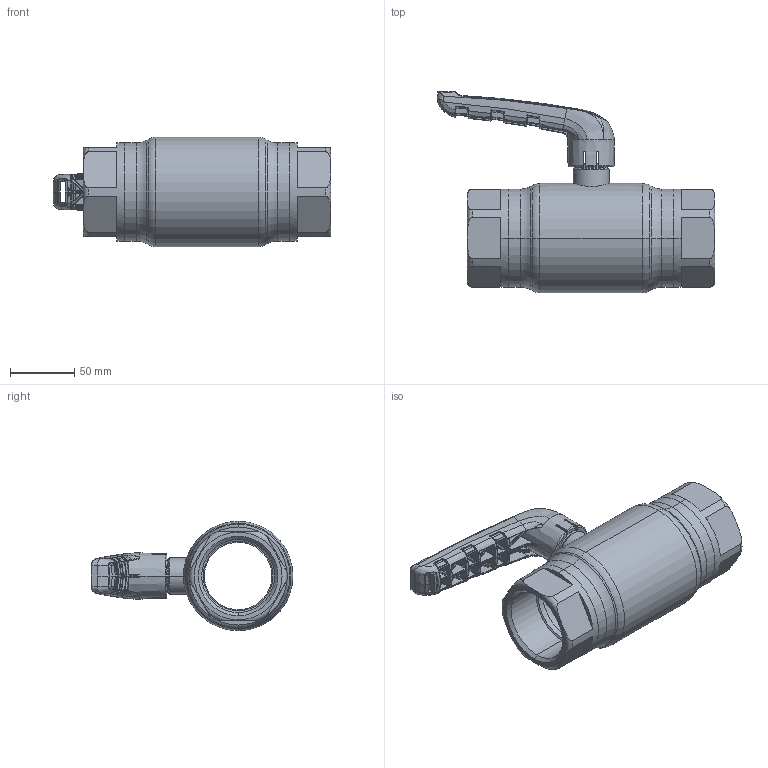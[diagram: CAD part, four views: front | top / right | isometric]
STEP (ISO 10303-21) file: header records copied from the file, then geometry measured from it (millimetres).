
FILE_DESCRIPTION (( 'STEP AP214' ), '1' );
FILE_NAME ('2050002000-xxxx.step', '2019-05-10T06:52:01', ( '' ), ( '' ), 'SwSTEP 2.0', 'SolidWorks 2017', '' );
FILE_SCHEMA (( 'AUTOMOTIVE_DESIGN' ));
Length unit declared in the file: millimetre
Products named in the file (1): 2050002000-xxxx
Bounding box: 215.35 x 156.71 x 85 mm (x, y, z)
Surface area: 96334.2 mm2 (no closed solid volume)
Topology: 0 solids, 14 shells, 829 faces, 2609 edges, 1664 vertices
Faces by surface type: bspline 672, plane 66, cylinder 30, cone 26, torus 25, sphere 10
Entity records: 61158 total; most frequent: CARTESIAN_POINT 35280, ORIENTED_EDGE 4258, EDGE_CURVE 2593, DIRECTION 1775, B_SPLINE_CURVE_WITH_KNOTS 1770, VERTEX_POINT 1662, EDGE_LOOP 838, UNCERTAINTY_MEASURE_WITH_UNIT 831
